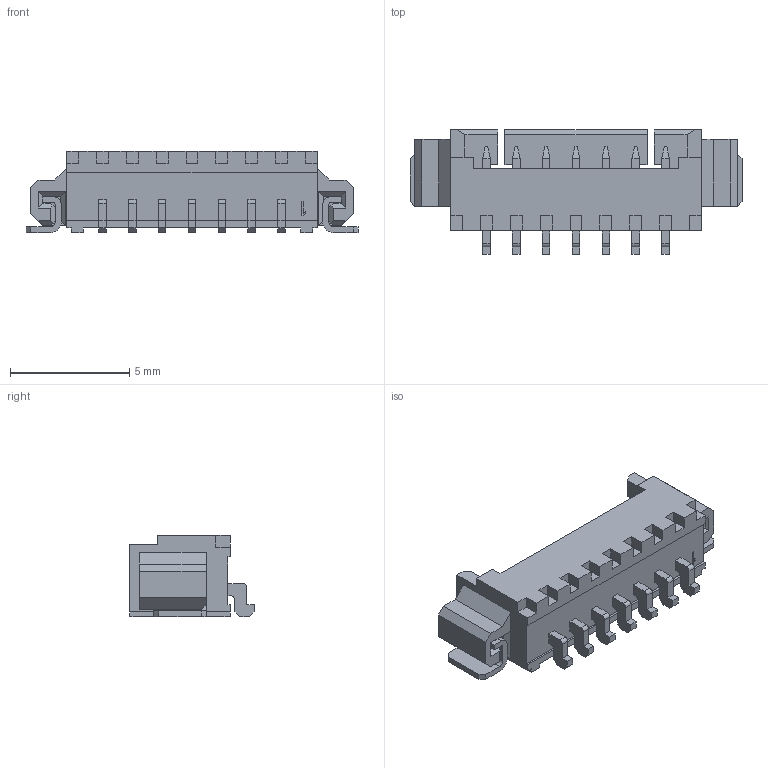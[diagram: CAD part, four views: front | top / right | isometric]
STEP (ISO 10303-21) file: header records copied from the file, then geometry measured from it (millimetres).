
FILE_DESCRIPTION((''),'2;1');
FILE_NAME('532610771','2019-05-09T',('gga'),(''),'PRO/ENGINEER BY PARAMETRIC TECHNOLOGY CORPORATION, 2016010','PRO/ENGINEER BY PARAMETRIC TECHNOLOGY CORPORATION, 2016010','');
FILE_SCHEMA(('CONFIG_CONTROL_DESIGN'));
Length unit declared in the file: millimetre
Products named in the file (1): 532610771
Bounding box: 13.9 x 5.2 x 3.4 mm (x, y, z)
Volume: 84.5 mm3; surface area: 337.6 mm2
Topology: 1 solids, 1 shells, 346 faces, 995 edges, 660 vertices
Faces by surface type: plane 324, cylinder 22
Entity records: 11089 total; most frequent: CARTESIAN_POINT 1972, ORIENTED_EDGE 1918, DIRECTION 1731, EDGE_CURVE 959, VECTOR 949, LINE 949, VERTEX_POINT 624, AXIS2_PLACEMENT_3D 391
